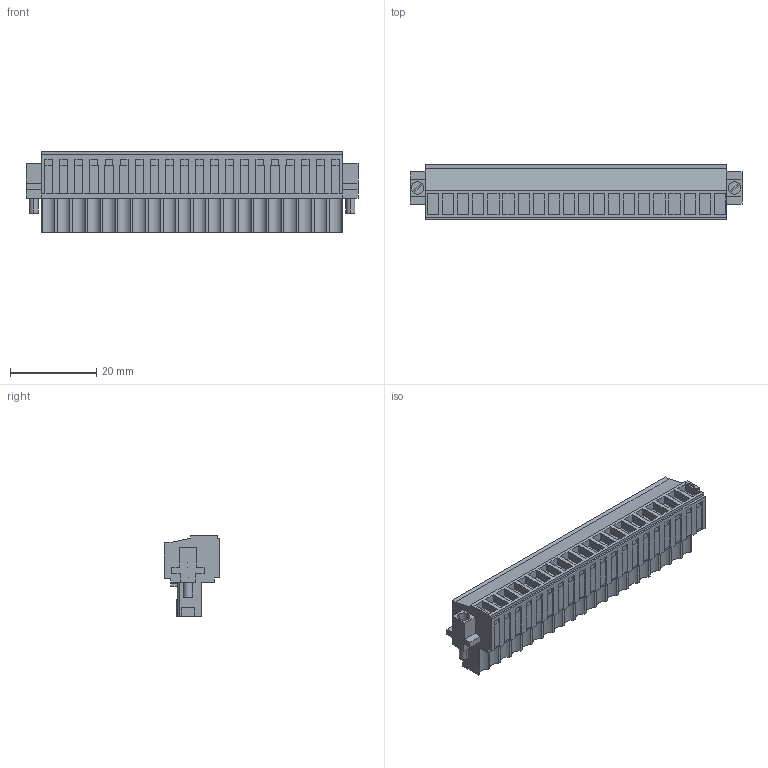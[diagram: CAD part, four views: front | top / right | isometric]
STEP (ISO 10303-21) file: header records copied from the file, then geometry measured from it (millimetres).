
FILE_DESCRIPTION(('CATIA V5R24 STEP','CAx-IF Rec.Pracs.--- Model Styling and Organization---1.2---2011-12-15'),'2;1');
FILE_NAME ('D1453655_0_1620790000_1620790000.stp','2017-05-09T13:03:06+00:00',('none'),('Weidmueller'),'CATIA Version 5-6 Release 2014 SP4 HF52','CATIA V5 STEP AP214','none');
FILE_SCHEMA(('AUTOMOTIVE_DESIGN { 1 0 10303 214 1 1 1 1 }'));
Length unit declared in the file: millimetre
Products named in the file (1): 1620790000
Bounding box: 77 x 12.9 x 18.7 mm (x, y, z)
Volume: 10568.2 mm3; surface area: 8323.1 mm2
Topology: 23 solids, 23 shells, 1245 faces, 3491 edges, 2378 vertices
Faces by surface type: plane 1105, cylinder 140
Entity records: 38311 total; most frequent: CARTESIAN_POINT 6995, ORIENTED_EDGE 6982, DIRECTION 4944, EDGE_CURVE 3491, VECTOR 2999, LINE 2999, VERTEX_POINT 2378, EDGE_LOOP 1335
